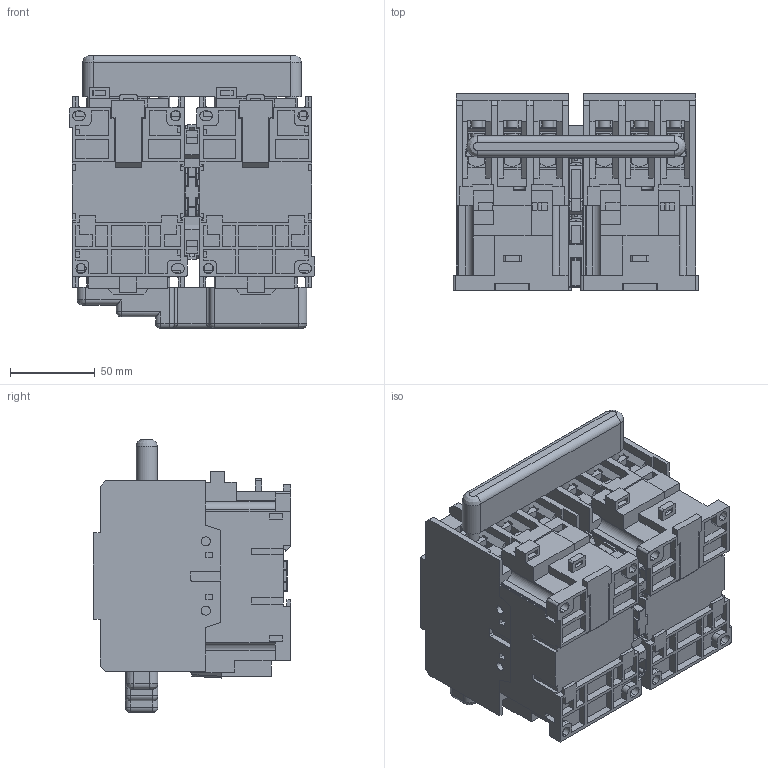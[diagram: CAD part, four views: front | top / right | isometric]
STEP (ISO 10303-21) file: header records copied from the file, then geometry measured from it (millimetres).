
FILE_DESCRIPTION((''),'2;1');
FILE_NAME('12C40085H01.stp','2015-05-22T15:44:34',('rshanor'),(''),'Autodesk Inventor 2013','Autodesk Inventor 2013','');
FILE_SCHEMA(('AUTOMOTIVE_DESIGN { 1 2 10303 214 0 1 1 1 }'));
Length unit declared in the file: inch
Products named in the file (1): Part5
Bounding box: 144.7 x 116 x 160.7 mm (x, y, z)
Volume: 1507270.6 mm3; surface area: 241631.4 mm2
Topology: 3 solids, 25 shells, 5009 faces, 13831 edges, 8940 vertices
Faces by surface type: plane 3884, cylinder 857, cone 130, bspline 86, sphere 26, torus 26
Full cylindrical faces by diameter (mm): 0.7 x2, 1.5 x4, 1.9 x2, 2 x4, 2.2 x2, 2.25 x12, 2.5 x14, 2.55 x8, 3.25 x2, 3.4 x10, 3.75 x8, 3.9 x4, 4 x8, 4.25 x10, 4.5 x24, 5.25 x8, 5.35 x4, 5.75 x4, 6 x6, 6.2 x4, 6.5 x16, 7 x36, 7.35 x4, 7.5 x14, 7.75 x2, 8 x2, 10.15 x2
Entity records: 169232 total; most frequent: CARTESIAN_POINT 37059, ORIENTED_EDGE 26908, DIRECTION 25022, EDGE_CURVE 13454, VECTOR 10742, LINE 10742, VERTEX_POINT 8803, AXIS2_PLACEMENT_3D 7140
